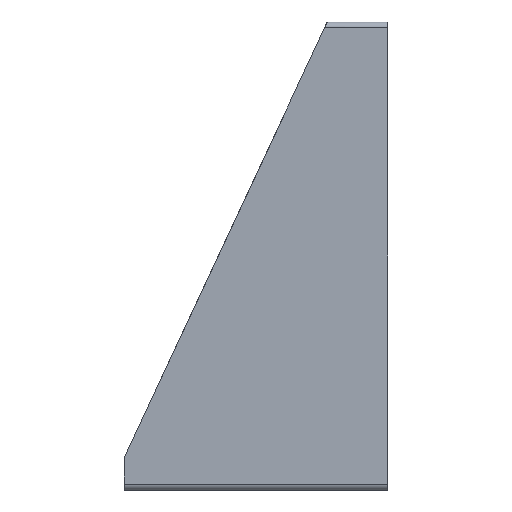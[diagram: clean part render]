
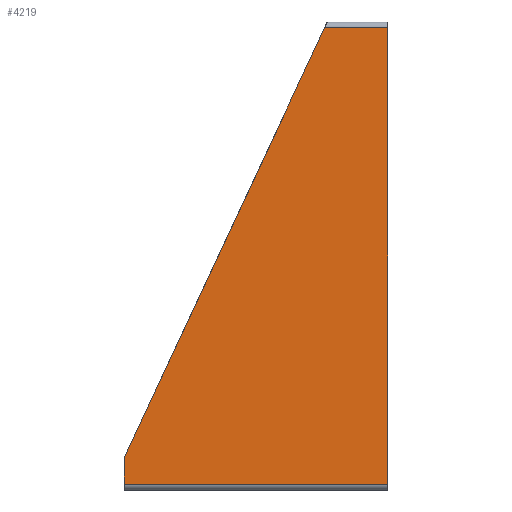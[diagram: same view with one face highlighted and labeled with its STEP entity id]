
A CAD part, front view. The second image highlights one B-rep face of the part: STEP entity #4219.
In plain terms, the highlighted planar face has unit normal (0, -1, 0).
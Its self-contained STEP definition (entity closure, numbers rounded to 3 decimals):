
#90=PLANE('',#4520);
#305=FACE_OUTER_BOUND('',#534,.T.);
#534=EDGE_LOOP('',(#3831,#3832,#3833,#3834,#3835));
#1118=LINE('',#10650,#1379);
#1144=LINE('',#10744,#1405);
#1146=LINE('',#10750,#1407);
#1149=LINE('',#10757,#1410);
#1173=LINE('',#15251,#1434);
#1379=VECTOR('',#5120,10.);
#1405=VECTOR('',#5226,10.);
#1407=VECTOR('',#5232,10.);
#1410=VECTOR('',#5239,10.);
#1434=VECTOR('',#5355,10.);
#1817=VERTEX_POINT('',#10647);
#1818=VERTEX_POINT('',#10649);
#1846=VERTEX_POINT('',#10742);
#1847=VERTEX_POINT('',#10746);
#1850=VERTEX_POINT('',#10756);
#2398=EDGE_CURVE('',#1818,#1817,#1118,.T.);
#2446=EDGE_CURVE('',#1846,#1817,#1144,.T.);
#2449=EDGE_CURVE('',#1818,#1847,#1146,.T.);
#2452=EDGE_CURVE('',#1850,#1847,#1149,.T.);
#2525=EDGE_CURVE('',#1850,#1846,#1173,.T.);
#3831=ORIENTED_EDGE('',*,*,#2446,.F.);
#3832=ORIENTED_EDGE('',*,*,#2525,.F.);
#3833=ORIENTED_EDGE('',*,*,#2452,.T.);
#3834=ORIENTED_EDGE('',*,*,#2449,.F.);
#3835=ORIENTED_EDGE('',*,*,#2398,.T.);
#4219=ADVANCED_FACE('',(#305),#90,.T.);
#4520=AXIS2_PLACEMENT_3D('',#15252,#5356,#5357);
#5120=DIRECTION('',(0.,0.,1.));
#5226=DIRECTION('',(1.,0.,0.));
#5232=DIRECTION('',(-1.,0.,0.));
#5239=DIRECTION('',(0.,0.,-1.));
#5355=DIRECTION('',(0.423,0.,0.906));
#5356=DIRECTION('center_axis',(0.,-1.,0.));
#5357=DIRECTION('ref_axis',(1.,0.,0.));
#10647=CARTESIAN_POINT('',(-80.9,-130.,370.13));
#10649=CARTESIAN_POINT('',(-80.9,-130.,292.23));
#10650=CARTESIAN_POINT('',(-80.9,-130.,291.13));
#10742=CARTESIAN_POINT('',(-91.685,-130.,370.13));
#10744=CARTESIAN_POINT('',(-97.31,-130.,370.13));
#10746=CARTESIAN_POINT('',(-125.9,-130.,292.23));
#10750=CARTESIAN_POINT('',(-92.15,-130.,292.23));
#10756=CARTESIAN_POINT('',(-125.9,-130.,296.757));
#10757=CARTESIAN_POINT('',(-125.9,-130.,296.757));
#15251=CARTESIAN_POINT('',(-95.689,-130.,361.543));
#15252=CARTESIAN_POINT('Origin',(-103.4,-130.,331.13));
